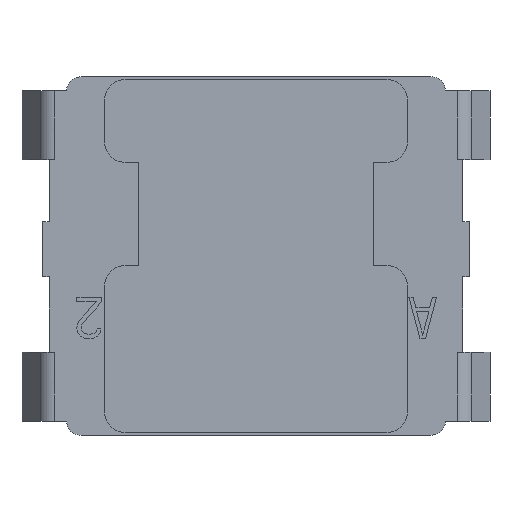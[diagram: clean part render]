
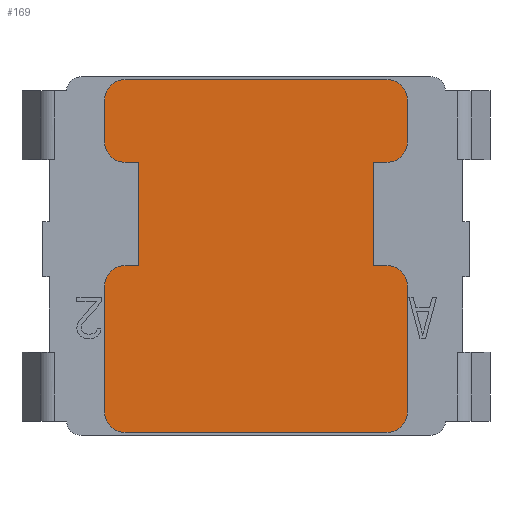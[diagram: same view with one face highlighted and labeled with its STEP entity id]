
A CAD part, front view. The second image highlights one B-rep face of the part: STEP entity #169.
In plain terms, the highlighted planar face has unit normal (0, -1, 0).
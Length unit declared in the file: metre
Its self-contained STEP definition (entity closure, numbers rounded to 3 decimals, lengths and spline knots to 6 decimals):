
#169 = ADVANCED_FACE( '', ( #455 ), #456, .T. );
#455 = FACE_OUTER_BOUND( '', #894, .T. );
#456 = PLANE( '', #895 );
#894 = EDGE_LOOP( '', ( #2031, #2032, #2033, #2034, #2035, #2036, #2037, #2038, #2039, #2040, #2041, #2042, #2043, #2044, #2045, #2046, #2047, #2048, #2049, #2050 ) );
#895 = AXIS2_PLACEMENT_3D( '', #2051, #2052, #2053 );
#2031 = ORIENTED_EDGE( '', *, *, #2532, .T. );
#2032 = ORIENTED_EDGE( '', *, *, #2509, .T. );
#2033 = ORIENTED_EDGE( '', *, *, #2666, .T. );
#2034 = ORIENTED_EDGE( '', *, *, #2632, .T. );
#2035 = ORIENTED_EDGE( '', *, *, #2513, .T. );
#2036 = ORIENTED_EDGE( '', *, *, #2506, .T. );
#2037 = ORIENTED_EDGE( '', *, *, #2709, .T. );
#2038 = ORIENTED_EDGE( '', *, *, #2467, .T. );
#2039 = ORIENTED_EDGE( '', *, *, #2587, .T. );
#2040 = ORIENTED_EDGE( '', *, *, #2688, .T. );
#2041 = ORIENTED_EDGE( '', *, *, #2710, .T. );
#2042 = ORIENTED_EDGE( '', *, *, #2711, .T. );
#2043 = ORIENTED_EDGE( '', *, *, #2535, .T. );
#2044 = ORIENTED_EDGE( '', *, *, #2712, .T. );
#2045 = ORIENTED_EDGE( '', *, *, #2713, .T. );
#2046 = ORIENTED_EDGE( '', *, *, #2707, .T. );
#2047 = ORIENTED_EDGE( '', *, *, #2714, .T. );
#2048 = ORIENTED_EDGE( '', *, *, #2715, .T. );
#2049 = ORIENTED_EDGE( '', *, *, #2716, .T. );
#2050 = ORIENTED_EDGE( '', *, *, #2668, .T. );
#2051 = CARTESIAN_POINT( '', ( 0., -0.00005, 0. ) );
#2052 = DIRECTION( '', ( 0., -1., 0. ) );
#2053 = DIRECTION( '', ( 0., 0., -1. ) );
#2467 = EDGE_CURVE( '', #3066, #3067, #3068, .T. );
#2506 = EDGE_CURVE( '', #3134, #3132, #3135, .T. );
#2509 = EDGE_CURVE( '', #3139, #3137, #3140, .T. );
#2513 = EDGE_CURVE( '', #3144, #3134, #3145, .T. );
#2532 = EDGE_CURVE( '', #3175, #3139, #3176, .T. );
#2535 = EDGE_CURVE( '', #3180, #3178, #3181, .T. );
#2587 = EDGE_CURVE( '', #3067, #3264, #3266, .T. );
#2632 = EDGE_CURVE( '', #3334, #3144, #3335, .T. );
#2666 = EDGE_CURVE( '', #3137, #3334, #3378, .T. );
#2668 = EDGE_CURVE( '', #3379, #3175, #3381, .T. );
#2688 = EDGE_CURVE( '', #3264, #3405, #3407, .T. );
#2707 = EDGE_CURVE( '', #3431, #3429, #3432, .T. );
#2709 = EDGE_CURVE( '', #3132, #3066, #3434, .T. );
#2710 = EDGE_CURVE( '', #3405, #3435, #3436, .T. );
#2711 = EDGE_CURVE( '', #3435, #3180, #3437, .T. );
#2712 = EDGE_CURVE( '', #3178, #3438, #3439, .T. );
#2713 = EDGE_CURVE( '', #3438, #3431, #3440, .T. );
#2714 = EDGE_CURVE( '', #3429, #3441, #3442, .T. );
#2715 = EDGE_CURVE( '', #3441, #3443, #3444, .T. );
#2716 = EDGE_CURVE( '', #3443, #3379, #3445, .T. );
#3066 = VERTEX_POINT( '', #4024 );
#3067 = VERTEX_POINT( '', #4025 );
#3068 = LINE( '', #4026, #4027 );
#3132 = VERTEX_POINT( '', #4131 );
#3134 = VERTEX_POINT( '', #4134 );
#3135 = LINE( '', #4135, #4136 );
#3137 = VERTEX_POINT( '', #4139 );
#3139 = VERTEX_POINT( '', #4142 );
#3140 = LINE( '', #4143, #4144 );
#3144 = VERTEX_POINT( '', #4151 );
#3145 = LINE( '', #4152, #4153 );
#3175 = VERTEX_POINT( '', #4213 );
#3176 = CIRCLE( '', #4214, 0.00015 );
#3178 = VERTEX_POINT( '', #4217 );
#3180 = VERTEX_POINT( '', #4220 );
#3181 = CIRCLE( '', #4221, 0.00015 );
#3264 = VERTEX_POINT( '', #4353 );
#3266 = CIRCLE( '', #4356, 0.00015 );
#3334 = VERTEX_POINT( '', #4464 );
#3335 = LINE( '', #4465, #4466 );
#3378 = CIRCLE( '', #4539, 0.00015 );
#3379 = VERTEX_POINT( '', #4540 );
#3381 = LINE( '', #4543, #4544 );
#3405 = VERTEX_POINT( '', #4584 );
#3407 = LINE( '', #4587, #4588 );
#3429 = VERTEX_POINT( '', #4636 );
#3431 = VERTEX_POINT( '', #4639 );
#3432 = LINE( '', #4640, #4641 );
#3434 = CIRCLE( '', #4644, 0.00015 );
#3435 = VERTEX_POINT( '', #4645 );
#3436 = CIRCLE( '', #4646, 0.00015 );
#3437 = LINE( '', #4647, #4648 );
#3438 = VERTEX_POINT( '', #4649 );
#3439 = LINE( '', #4650, #4651 );
#3440 = LINE( '', #4652, #4653 );
#3441 = VERTEX_POINT( '', #4654 );
#3442 = CIRCLE( '', #4655, 0.00015 );
#3443 = VERTEX_POINT( '', #4656 );
#3444 = LINE( '', #4657, #4658 );
#3445 = CIRCLE( '', #4659, 0.00015 );
#4024 = CARTESIAN_POINT( '', ( -0.0011, -0.00005, -0.00022 ) );
#4025 = CARTESIAN_POINT( '', ( -0.0011, -0.00005, -0.00113 ) );
#4026 = CARTESIAN_POINT( '', ( -0.0011, -0.00005, -0.00022 ) );
#4027 = VECTOR( '', #4919, 1. );
#4131 = CARTESIAN_POINT( '', ( -0.00095, -0.00005, -0.00007 ) );
#4134 = CARTESIAN_POINT( '', ( -0.00085, -0.00005, -0.00007 ) );
#4135 = CARTESIAN_POINT( '', ( -0.00085, -0.00005, -0.00007 ) );
#4136 = VECTOR( '', #4962, 1. );
#4139 = CARTESIAN_POINT( '', ( -0.0011, -0.00005, 0.00083 ) );
#4142 = CARTESIAN_POINT( '', ( -0.0011, -0.00005, 0.00113 ) );
#4143 = CARTESIAN_POINT( '', ( -0.0011, -0.00005, 0.00113 ) );
#4144 = VECTOR( '', #4965, 1. );
#4151 = CARTESIAN_POINT( '', ( -0.00085, -0.00005, 0.00068 ) );
#4152 = CARTESIAN_POINT( '', ( -0.00085, -0.00005, 0.00068 ) );
#4153 = VECTOR( '', #4969, 1. );
#4213 = CARTESIAN_POINT( '', ( -0.00095, -0.00005, 0.00128 ) );
#4214 = AXIS2_PLACEMENT_3D( '', #4990, #4991, #4992 );
#4217 = CARTESIAN_POINT( '', ( 0.00095, -0.00005, -0.00007 ) );
#4220 = CARTESIAN_POINT( '', ( 0.0011, -0.00005, -0.00022 ) );
#4221 = AXIS2_PLACEMENT_3D( '', #4995, #4996, #4997 );
#4353 = CARTESIAN_POINT( '', ( -0.00095, -0.00005, -0.00128 ) );
#4356 = AXIS2_PLACEMENT_3D( '', #5061, #5062, #5063 );
#4464 = CARTESIAN_POINT( '', ( -0.00095, -0.00005, 0.00068 ) );
#4465 = CARTESIAN_POINT( '', ( -0.00095, -0.00005, 0.00068 ) );
#4466 = VECTOR( '', #5116, 1. );
#4539 = AXIS2_PLACEMENT_3D( '', #5156, #5157, #5158 );
#4540 = CARTESIAN_POINT( '', ( 0.00095, -0.00005, 0.00128 ) );
#4543 = CARTESIAN_POINT( '', ( 0.00095, -0.00005, 0.00128 ) );
#4544 = VECTOR( '', #5160, 1. );
#4584 = CARTESIAN_POINT( '', ( 0.00095, -0.00005, -0.00128 ) );
#4587 = CARTESIAN_POINT( '', ( -0.00095, -0.00005, -0.00128 ) );
#4588 = VECTOR( '', #5184, 1. );
#4636 = CARTESIAN_POINT( '', ( 0.00095, -0.00005, 0.00068 ) );
#4639 = CARTESIAN_POINT( '', ( 0.00085, -0.00005, 0.00068 ) );
#4640 = CARTESIAN_POINT( '', ( 0.00085, -0.00005, 0.00068 ) );
#4641 = VECTOR( '', #5211, 1. );
#4644 = AXIS2_PLACEMENT_3D( '', #5213, #5214, #5215 );
#4645 = CARTESIAN_POINT( '', ( 0.0011, -0.00005, -0.00113 ) );
#4646 = AXIS2_PLACEMENT_3D( '', #5216, #5217, #5218 );
#4647 = CARTESIAN_POINT( '', ( 0.0011, -0.00005, -0.00113 ) );
#4648 = VECTOR( '', #5219, 1. );
#4649 = CARTESIAN_POINT( '', ( 0.00085, -0.00005, -0.00007 ) );
#4650 = CARTESIAN_POINT( '', ( 0.00095, -0.00005, -0.00007 ) );
#4651 = VECTOR( '', #5220, 1. );
#4652 = CARTESIAN_POINT( '', ( 0.00085, -0.00005, -0.00007 ) );
#4653 = VECTOR( '', #5221, 1. );
#4654 = CARTESIAN_POINT( '', ( 0.0011, -0.00005, 0.00083 ) );
#4655 = AXIS2_PLACEMENT_3D( '', #5222, #5223, #5224 );
#4656 = CARTESIAN_POINT( '', ( 0.0011, -0.00005, 0.00113 ) );
#4657 = CARTESIAN_POINT( '', ( 0.0011, -0.00005, 0.00083 ) );
#4658 = VECTOR( '', #5225, 1. );
#4659 = AXIS2_PLACEMENT_3D( '', #5226, #5227, #5228 );
#4919 = DIRECTION( '', ( 0., 0., -1. ) );
#4962 = DIRECTION( '', ( -1., 0., 0. ) );
#4965 = DIRECTION( '', ( 0., 0., -1. ) );
#4969 = DIRECTION( '', ( 0., 0., -1. ) );
#4990 = CARTESIAN_POINT( '', ( -0.00095, -0.00005, 0.00113 ) );
#4991 = DIRECTION( '', ( 0., -1., 0. ) );
#4992 = DIRECTION( '', ( 0., 0., 1. ) );
#4995 = CARTESIAN_POINT( '', ( 0.00095, -0.00005, -0.00022 ) );
#4996 = DIRECTION( '', ( 0., -1., 0. ) );
#4997 = DIRECTION( '', ( 1., 0., 0. ) );
#5061 = CARTESIAN_POINT( '', ( -0.00095, -0.00005, -0.00113 ) );
#5062 = DIRECTION( '', ( 0., -1., 0. ) );
#5063 = DIRECTION( '', ( -1., 0., 0. ) );
#5116 = DIRECTION( '', ( 1., 0., 0. ) );
#5156 = CARTESIAN_POINT( '', ( -0.00095, -0.00005, 0.00083 ) );
#5157 = DIRECTION( '', ( 0., -1., 0. ) );
#5158 = DIRECTION( '', ( -1., 0., 0. ) );
#5160 = DIRECTION( '', ( -1., 0., 0. ) );
#5184 = DIRECTION( '', ( 1., 0., 0. ) );
#5211 = DIRECTION( '', ( 1., 0., 0. ) );
#5213 = CARTESIAN_POINT( '', ( -0.00095, -0.00005, -0.00022 ) );
#5214 = DIRECTION( '', ( 0., -1., 0. ) );
#5215 = DIRECTION( '', ( 0., 0., 1. ) );
#5216 = CARTESIAN_POINT( '', ( 0.00095, -0.00005, -0.00113 ) );
#5217 = DIRECTION( '', ( 0., -1., 0. ) );
#5218 = DIRECTION( '', ( 0., 0., -1. ) );
#5219 = DIRECTION( '', ( 0., 0., 1. ) );
#5220 = DIRECTION( '', ( -1., 0., 0. ) );
#5221 = DIRECTION( '', ( 0., 0., 1. ) );
#5222 = CARTESIAN_POINT( '', ( 0.00095, -0.00005, 0.00083 ) );
#5223 = DIRECTION( '', ( 0., -1., 0. ) );
#5224 = DIRECTION( '', ( 0., 0., -1. ) );
#5225 = DIRECTION( '', ( 0., 0., 1. ) );
#5226 = CARTESIAN_POINT( '', ( 0.00095, -0.00005, 0.00113 ) );
#5227 = DIRECTION( '', ( 0., -1., 0. ) );
#5228 = DIRECTION( '', ( 1., 0., 0. ) );
